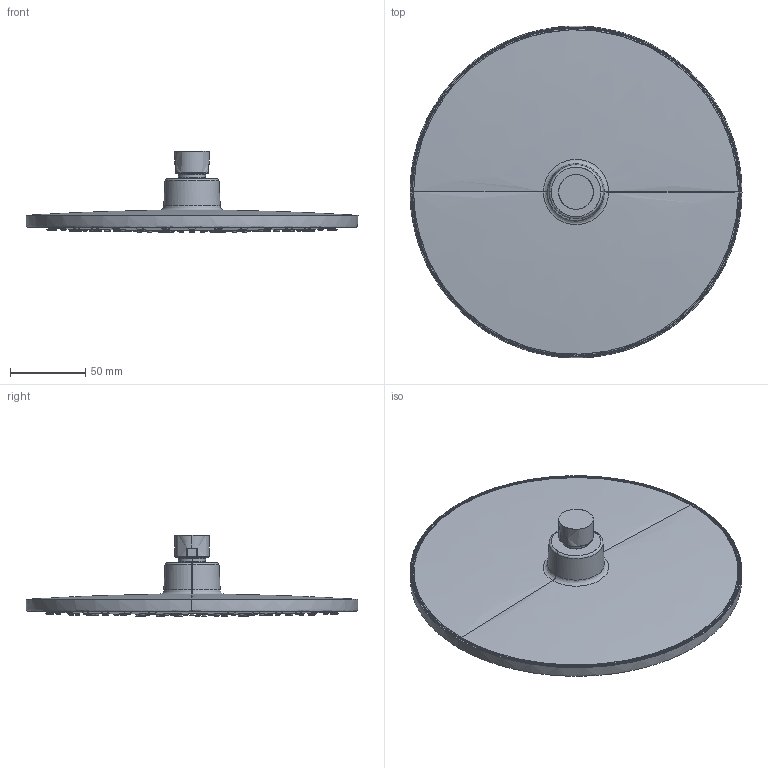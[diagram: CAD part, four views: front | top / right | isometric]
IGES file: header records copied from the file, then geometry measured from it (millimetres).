
Start section:  PTC IGES file: a45708sta.igs
Global section: file name: 31H; native system: Rhinoceros ( May 22 2017 ); preprocessor: Trout Lake IGES 012 May 22 2017; date: 180223.055434; units: millimetre
Bounding box: 219.97 x 219.81 x 53.77 mm (x, y, z)
Surface area: 89349.8 mm2 (no closed solid volume)
Topology: 0 solids, 0 shells, 965 faces, 7179 edges, 7178 vertices
Faces by surface type: bspline 965
